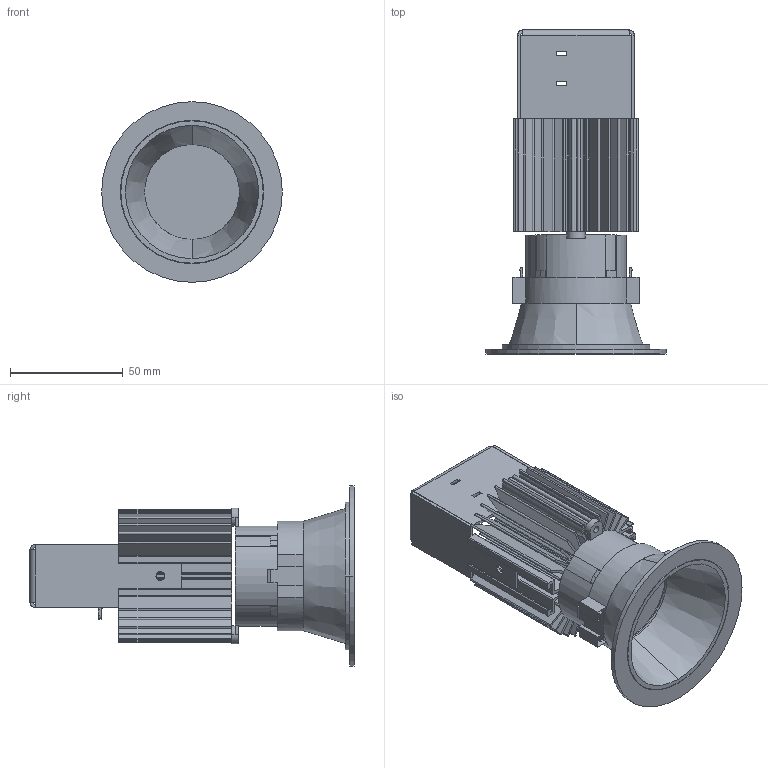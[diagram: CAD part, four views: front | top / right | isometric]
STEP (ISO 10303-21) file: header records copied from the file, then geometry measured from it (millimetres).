
FILE_DESCRIPTION (( 'STEP AP214' ), '1' );
FILE_NAME ('ARTEMIDE-ARCHITECTURAL-EVERYTHING 80-ADJUSTABLE-FIX-ROUND-TRIM-3D.STEP', '2017-10-16T17:17:30', ( '' ), ( '' ), 'SwSTEP 2.0', 'SolidWorks 2012', '' );
FILE_SCHEMA (( 'AUTOMOTIVE_DESIGN' ));
Length unit declared in the file: inch
Products named in the file (1): ARTEMIDE-ARCHITECTURAL-EVERYTHING 80-ADJUSTABLE-FIX-ROUND-TRIM-3D
Bounding box: 80 x 143.6 x 80 mm (x, y, z)
Volume: 102704 mm3; surface area: 102452.6 mm2
Topology: 6 solids, 6 shells, 602 faces, 1690 edges, 1101 vertices
Faces by surface type: cylinder 288, plane 282, cone 20, bspline 8, sphere 4
Entity records: 19928 total; most frequent: CARTESIAN_POINT 3808, DIRECTION 3465, ORIENTED_EDGE 3362, EDGE_CURVE 1681, AXIS2_PLACEMENT_3D 1217, VERTEX_POINT 1098, LINE 1031, VECTOR 1031
